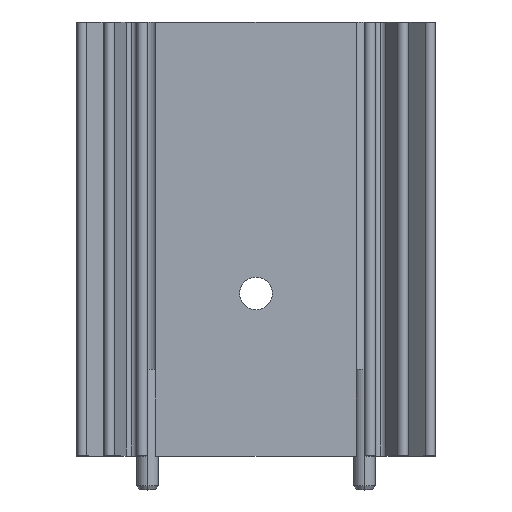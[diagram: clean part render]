
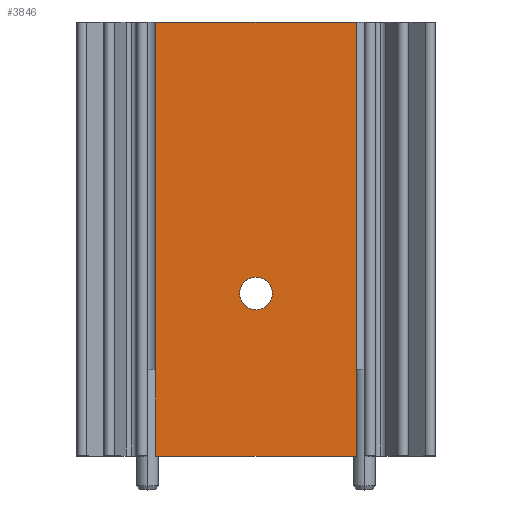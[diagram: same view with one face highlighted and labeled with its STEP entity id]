
A CAD part, top view. The second image highlights one B-rep face of the part: STEP entity #3846.
In plain terms, the highlighted planar face has unit normal (0, 0, 1).
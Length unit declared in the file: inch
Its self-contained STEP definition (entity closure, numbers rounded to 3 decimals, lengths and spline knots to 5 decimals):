
#77 = ORIENTED_EDGE ( 'NONE', *, *, #2532, .F. ) ;
#109 = CIRCLE ( 'NONE', #2208, 0.075 ) ;
#122 = ORIENTED_EDGE ( 'NONE', *, *, #382, .T. ) ;
#143 = VERTEX_POINT ( 'NONE', #4107 ) ;
#148 = ORIENTED_EDGE ( 'NONE', *, *, #1172, .F. ) ;
#178 = CARTESIAN_POINT ( 'NONE',  ( -0.4627, 0., 0.031 ) ) ;
#194 = AXIS2_PLACEMENT_3D ( 'NONE', #722, #3579, #3903 ) ;
#382 = EDGE_CURVE ( 'NONE', #143, #2682, #2456, .T. ) ;
#384 = CARTESIAN_POINT ( 'NONE',  ( 0.4627, 0., 0.031 ) ) ;
#456 = CARTESIAN_POINT ( 'NONE',  ( 0.075, 0.75, 0.031 ) ) ;
#570 = LINE ( 'NONE', #178, #2567 ) ;
#702 = LINE ( 'NONE', #384, #2259 ) ;
#722 = CARTESIAN_POINT ( 'NONE',  ( -0.475, 2., 0.031 ) ) ;
#822 = DIRECTION ( 'NONE',  ( 1., 0., 0. ) ) ;
#836 = CARTESIAN_POINT ( 'NONE',  ( -0.075, 0.75, 0.031 ) ) ;
#882 = ORIENTED_EDGE ( 'NONE', *, *, #2024, .F. ) ;
#1057 = VECTOR ( 'NONE', #822, 39.37008 ) ;
#1069 = CARTESIAN_POINT ( 'NONE',  ( 0., 0.75, 0.031 ) ) ;
#1120 = EDGE_CURVE ( 'NONE', #3925, #143, #570, .T. ) ;
#1142 = DIRECTION ( 'NONE',  ( 0., 0., 1. ) ) ;
#1172 = EDGE_CURVE ( 'NONE', #1649, #2842, #2779, .T. ) ;
#1473 = DIRECTION ( 'NONE',  ( 1., 0., 0. ) ) ;
#1488 = DIRECTION ( 'NONE',  ( 0., -1., 0. ) ) ;
#1561 = VERTEX_POINT ( 'NONE', #2986 ) ;
#1649 = VERTEX_POINT ( 'NONE', #836 ) ;
#1701 = EDGE_LOOP ( 'NONE', ( #882, #2285, #122, #77 ) ) ;
#1709 = FACE_BOUND ( 'NONE', #3082, .T. ) ;
#1710 = PLANE ( 'NONE',  #194 ) ;
#1724 = DIRECTION ( 'NONE',  ( 1., 0., 0. ) ) ;
#1799 = CARTESIAN_POINT ( 'NONE',  ( -0.475, 0., 0.031 ) ) ;
#1973 = DIRECTION ( 'NONE',  ( 0., -1., 0. ) ) ;
#1974 = AXIS2_PLACEMENT_3D ( 'NONE', #1069, #3375, #1724 ) ;
#2012 = DIRECTION ( 'NONE',  ( 1., 0., 0. ) ) ;
#2024 = EDGE_CURVE ( 'NONE', #3925, #1561, #3828, .T. ) ;
#2028 = CARTESIAN_POINT ( 'NONE',  ( -0.475, 2., 0.031 ) ) ;
#2035 = CARTESIAN_POINT ( 'NONE',  ( -0.4627, 2., 0.031 ) ) ;
#2208 = AXIS2_PLACEMENT_3D ( 'NONE', #3364, #1142, #1473 ) ;
#2259 = VECTOR ( 'NONE', #1973, 39.37008 ) ;
#2285 = ORIENTED_EDGE ( 'NONE', *, *, #1120, .T. ) ;
#2456 = LINE ( 'NONE', #1799, #1057 ) ;
#2532 = EDGE_CURVE ( 'NONE', #1561, #2682, #702, .T. ) ;
#2567 = VECTOR ( 'NONE', #1488, 39.37008 ) ;
#2682 = VERTEX_POINT ( 'NONE', #3065 ) ;
#2779 = CIRCLE ( 'NONE', #1974, 0.075 ) ;
#2842 = VERTEX_POINT ( 'NONE', #456 ) ;
#2872 = ORIENTED_EDGE ( 'NONE', *, *, #2957, .F. ) ;
#2957 = EDGE_CURVE ( 'NONE', #2842, #1649, #109, .T. ) ;
#2986 = CARTESIAN_POINT ( 'NONE',  ( 0.4627, 2., 0.031 ) ) ;
#3053 = FACE_OUTER_BOUND ( 'NONE', #1701, .T. ) ;
#3065 = CARTESIAN_POINT ( 'NONE',  ( 0.4627, 0., 0.031 ) ) ;
#3082 = EDGE_LOOP ( 'NONE', ( #2872, #148 ) ) ;
#3364 = CARTESIAN_POINT ( 'NONE',  ( 0., 0.75, 0.031 ) ) ;
#3375 = DIRECTION ( 'NONE',  ( 0., 0., 1. ) ) ;
#3579 = DIRECTION ( 'NONE',  ( 0., 0., -1. ) ) ;
#3828 = LINE ( 'NONE', #2028, #3975 ) ;
#3846 = ADVANCED_FACE ( 'NONE', ( #1709, #3053 ), #1710, .F. ) ;
#3903 = DIRECTION ( 'NONE',  ( -1., 0., 0. ) ) ;
#3925 = VERTEX_POINT ( 'NONE', #2035 ) ;
#3975 = VECTOR ( 'NONE', #2012, 39.37008 ) ;
#4107 = CARTESIAN_POINT ( 'NONE',  ( -0.4627, 0., 0.031 ) ) ;
